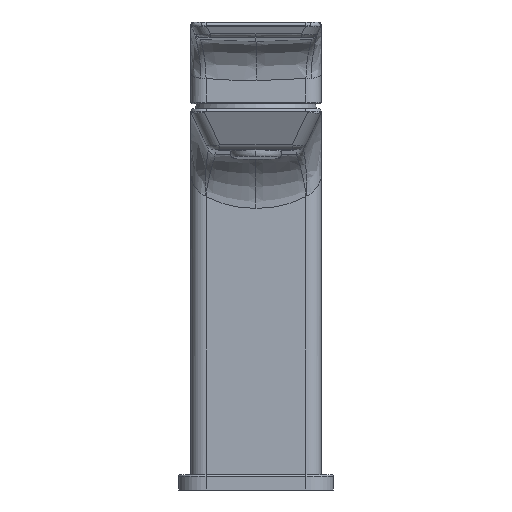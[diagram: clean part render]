
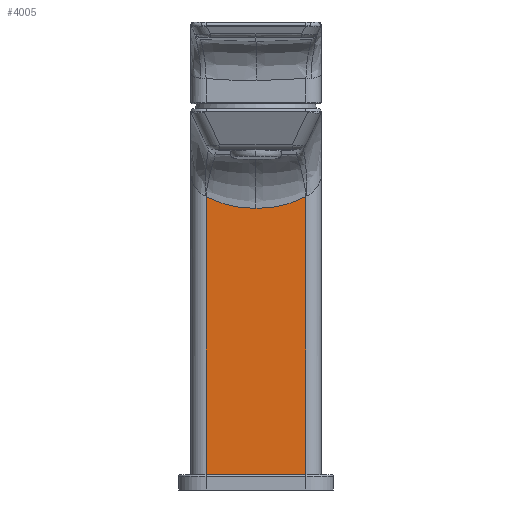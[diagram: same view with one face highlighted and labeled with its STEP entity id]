
A CAD part, front view. The second image highlights one B-rep face of the part: STEP entity #4005.
In plain terms, the highlighted planar face has unit normal (0, -1, 0).
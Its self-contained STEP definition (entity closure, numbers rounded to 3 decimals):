
#224=B_SPLINE_CURVE_WITH_KNOTS('',3,(#16154,#16155,#16156,#16157,#16158,
#16159,#16160,#16161,#16162,#16163,#16164,#16165,#16166,#16167,#16168,#16169,
#16170,#16171,#16172,#16173,#16174,#16175,#16176,#16177,#16178,#16179,#16180,
#16181,#16182,#16183),.UNSPECIFIED.,.F.,.F.,(4,2,2,2,2,2,2,2,2,2,2,2,2,
2,4),(0.,0.052,0.109,0.181,
0.261,0.336,0.428,0.5,0.577,
0.69,0.75,0.82,0.885,0.946,
1.),.UNSPECIFIED.);
#227=B_SPLINE_CURVE_WITH_KNOTS('',3,(#16228,#16229,#16230,#16231,#16232,
#16233,#16234,#16235,#16236,#16237,#16238,#16239,#16240,#16241,#16242,#16243,
#16244,#16245,#16246,#16247,#16248,#16249,#16250,#16251,#16252,#16253,#16254,
#16255,#16256,#16257),.UNSPECIFIED.,.F.,.F.,(4,2,2,2,2,2,2,2,2,2,2,2,2,
2,4),(0.,0.052,0.109,0.181,0.261,
0.336,0.428,0.5,0.578,0.692,
0.75,0.82,0.885,0.946,1.),
 .UNSPECIFIED.);
#452=LINE('',#15298,#675);
#460=LINE('',#16201,#683);
#462=LINE('',#16227,#685);
#675=VECTOR('',#5493,92.);
#683=VECTOR('',#5517,92.);
#685=VECTOR('',#5521,33.);
#1067=FACE_OUTER_BOUND('',#1338,.T.);
#1338=EDGE_LOOP('',(#3514,#3515,#3516,#3517,#3518));
#1902=VERTEX_POINT('',#15271);
#1904=VERTEX_POINT('',#15275);
#1915=VERTEX_POINT('',#15627);
#1916=VERTEX_POINT('',#16153);
#1918=VERTEX_POINT('',#16198);
#2443=EDGE_CURVE('',#1904,#1902,#452,.T.);
#2459=EDGE_CURVE('',#1915,#1916,#224,.T.);
#2463=EDGE_CURVE('',#1915,#1918,#460,.T.);
#2466=EDGE_CURVE('',#1918,#1902,#462,.T.);
#2467=EDGE_CURVE('',#1916,#1904,#227,.T.);
#3514=ORIENTED_EDGE('',*,*,#2466,.T.);
#3515=ORIENTED_EDGE('',*,*,#2443,.F.);
#3516=ORIENTED_EDGE('',*,*,#2467,.F.);
#3517=ORIENTED_EDGE('',*,*,#2459,.F.);
#3518=ORIENTED_EDGE('',*,*,#2463,.T.);
#3773=PLANE('',#4497);
#4005=ADVANCED_FACE('',(#1067),#3773,.T.);
#4497=AXIS2_PLACEMENT_3D('',#16226,#5519,#5520);
#5493=DIRECTION('',(0.,0.,-1.));
#5517=DIRECTION('',(0.,0.,-1.));
#5519=DIRECTION('center_axis',(0.,-1.,0.));
#5520=DIRECTION('ref_axis',(1.,0.,0.));
#5521=DIRECTION('',(1.,0.,0.));
#15271=CARTESIAN_POINT('',(16.5,-16.872,0.418));
#15275=CARTESIAN_POINT('',(16.5,-16.872,92.418));
#15298=CARTESIAN_POINT('',(16.5,-16.872,92.418));
#15627=CARTESIAN_POINT('',(-16.5,-16.872,92.418));
#16153=CARTESIAN_POINT('',(0.,-16.872,88.549));
#16154=CARTESIAN_POINT('Ctrl Pts',(-16.5,-16.872,92.418));
#16155=CARTESIAN_POINT('Ctrl Pts',(-16.236,-16.872,
92.282));
#16156=CARTESIAN_POINT('Ctrl Pts',(-15.971,-16.872,92.15));
#16157=CARTESIAN_POINT('Ctrl Pts',(-15.41,-16.872,
91.88));
#16158=CARTESIAN_POINT('Ctrl Pts',(-15.114,-16.872,
91.742));
#16159=CARTESIAN_POINT('Ctrl Pts',(-14.442,-16.872,91.441));
#16160=CARTESIAN_POINT('Ctrl Pts',(-14.066,-16.872,
91.28));
#16161=CARTESIAN_POINT('Ctrl Pts',(-13.264,-16.872,
90.954));
#16162=CARTESIAN_POINT('Ctrl Pts',(-12.84,-16.872,
90.791));
#16163=CARTESIAN_POINT('Ctrl Pts',(-12.008,-16.872,90.49));
#16164=CARTESIAN_POINT('Ctrl Pts',(-11.602,-16.872,90.351));
#16165=CARTESIAN_POINT('Ctrl Pts',(-10.693,-16.872,
90.059));
#16166=CARTESIAN_POINT('Ctrl Pts',(-10.189,-16.872,
89.91));
#16167=CARTESIAN_POINT('Ctrl Pts',(-9.286,-16.872,89.664));
#16168=CARTESIAN_POINT('Ctrl Pts',(-8.888,-16.872,
89.564));
#16169=CARTESIAN_POINT('Ctrl Pts',(-8.058,-16.872,
89.369));
#16170=CARTESIAN_POINT('Ctrl Pts',(-7.627,-16.872,89.276));
#16171=CARTESIAN_POINT('Ctrl Pts',(-6.562,-16.872,89.069));
#16172=CARTESIAN_POINT('Ctrl Pts',(-5.927,-16.872,
88.963));
#16173=CARTESIAN_POINT('Ctrl Pts',(-4.951,-16.872,
88.829));
#16174=CARTESIAN_POINT('Ctrl Pts',(-4.611,-16.872,
88.787));
#16175=CARTESIAN_POINT('Ctrl Pts',(-3.874,-16.872,
88.707));
#16176=CARTESIAN_POINT('Ctrl Pts',(-3.476,-16.872,88.67));
#16177=CARTESIAN_POINT('Ctrl Pts',(-2.707,-16.872,88.613));
#16178=CARTESIAN_POINT('Ctrl Pts',(-2.336,-16.872,
88.592));
#16179=CARTESIAN_POINT('Ctrl Pts',(-1.62,-16.872,
88.562));
#16180=CARTESIAN_POINT('Ctrl Pts',(-1.275,-16.872,
88.552));
#16181=CARTESIAN_POINT('Ctrl Pts',(-0.62,-16.872,
88.544));
#16182=CARTESIAN_POINT('Ctrl Pts',(-0.31,-16.872,
88.545));
#16183=CARTESIAN_POINT('Ctrl Pts',(0.,-16.872,
88.549));
#16198=CARTESIAN_POINT('',(-16.5,-16.872,0.418));
#16201=CARTESIAN_POINT('',(-16.5,-16.872,92.418));
#16226=CARTESIAN_POINT('Origin',(-21.5,-16.872,-0.582));
#16227=CARTESIAN_POINT('',(-16.5,-16.872,0.418));
#16228=CARTESIAN_POINT('Ctrl Pts',(0.,-16.872,
88.549));
#16229=CARTESIAN_POINT('Ctrl Pts',(0.297,-16.872,
88.545));
#16230=CARTESIAN_POINT('Ctrl Pts',(0.593,-16.872,
88.544));
#16231=CARTESIAN_POINT('Ctrl Pts',(1.216,-16.872,88.551));
#16232=CARTESIAN_POINT('Ctrl Pts',(1.542,-16.872,88.56));
#16233=CARTESIAN_POINT('Ctrl Pts',(2.278,-16.872,88.588));
#16234=CARTESIAN_POINT('Ctrl Pts',(2.687,-16.872,88.612));
#16235=CARTESIAN_POINT('Ctrl Pts',(3.549,-16.872,88.676));
#16236=CARTESIAN_POINT('Ctrl Pts',(4.002,-16.872,88.719));
#16237=CARTESIAN_POINT('Ctrl Pts',(4.881,-16.872,88.818));
#16238=CARTESIAN_POINT('Ctrl Pts',(5.307,-16.872,88.875));
#16239=CARTESIAN_POINT('Ctrl Pts',(6.252,-16.872,89.018));
#16240=CARTESIAN_POINT('Ctrl Pts',(6.772,-16.872,89.108));
#16241=CARTESIAN_POINT('Ctrl Pts',(7.69,-16.872,89.29));
#16242=CARTESIAN_POINT('Ctrl Pts',(8.089,-16.872,89.376));
#16243=CARTESIAN_POINT('Ctrl Pts',(8.919,-16.872,89.571));
#16244=CARTESIAN_POINT('Ctrl Pts',(9.347,-16.872,89.68));
#16245=CARTESIAN_POINT('Ctrl Pts',(10.406,-16.872,89.971));
#16246=CARTESIAN_POINT('Ctrl Pts',(11.032,-16.872,90.163));
#16247=CARTESIAN_POINT('Ctrl Pts',(11.966,-16.872,90.476));
#16248=CARTESIAN_POINT('Ctrl Pts',(12.276,-16.872,90.586));
#16249=CARTESIAN_POINT('Ctrl Pts',(12.96,-16.872,90.837));
#16250=CARTESIAN_POINT('Ctrl Pts',(13.332,-16.872,90.982));
#16251=CARTESIAN_POINT('Ctrl Pts',(14.046,-16.872,91.272));
#16252=CARTESIAN_POINT('Ctrl Pts',(14.389,-16.872,91.418));
#16253=CARTESIAN_POINT('Ctrl Pts',(15.044,-16.872,91.71));
#16254=CARTESIAN_POINT('Ctrl Pts',(15.356,-16.872,91.854));
#16255=CARTESIAN_POINT('Ctrl Pts',(15.946,-16.872,92.138));
#16256=CARTESIAN_POINT('Ctrl Pts',(16.224,-16.872,92.276));
#16257=CARTESIAN_POINT('Ctrl Pts',(16.5,-16.872,92.418));
